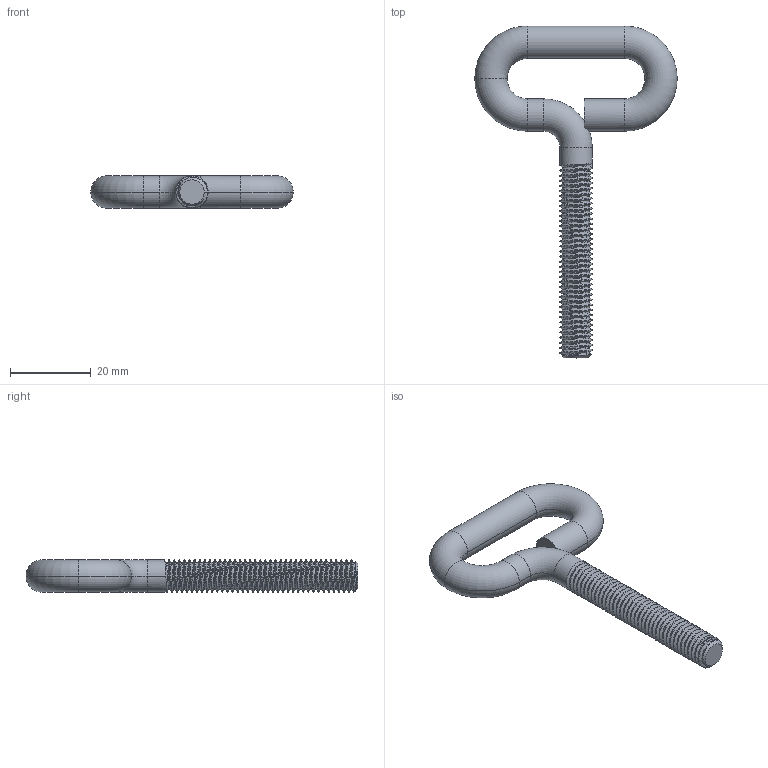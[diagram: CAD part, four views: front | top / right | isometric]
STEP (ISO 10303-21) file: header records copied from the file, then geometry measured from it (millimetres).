
FILE_DESCRIPTION (( 'STEP AP203' ), '1' );
FILE_NAME ('Anneau charnière.STEP', '2024-02-12T19:01:44', ( '' ), ( '' ), 'SwSTEP 2.0', 'SolidWorks 2023', '' );
FILE_SCHEMA (( 'CONFIG_CONTROL_DESIGN' ));
Length unit declared in the file: millimetre
Products named in the file (1): Anneau charnière
Bounding box: 50 x 82 x 8 mm (x, y, z)
Volume: 7566.7 mm3; surface area: 4619.8 mm2
Topology: 1 solids, 1 shells, 98 faces, 277 edges, 179 vertices
Faces by surface type: cylinder 82, torus 8, plane 3, bspline 3, cone 2
Entity records: 9080 total; most frequent: CARTESIAN_POINT 6927, ORIENTED_EDGE 554, DIRECTION 336, EDGE_CURVE 277, VERTEX_POINT 179, AXIS2_PLACEMENT_3D 124, EDGE_LOOP 98, ADVANCED_FACE 98
